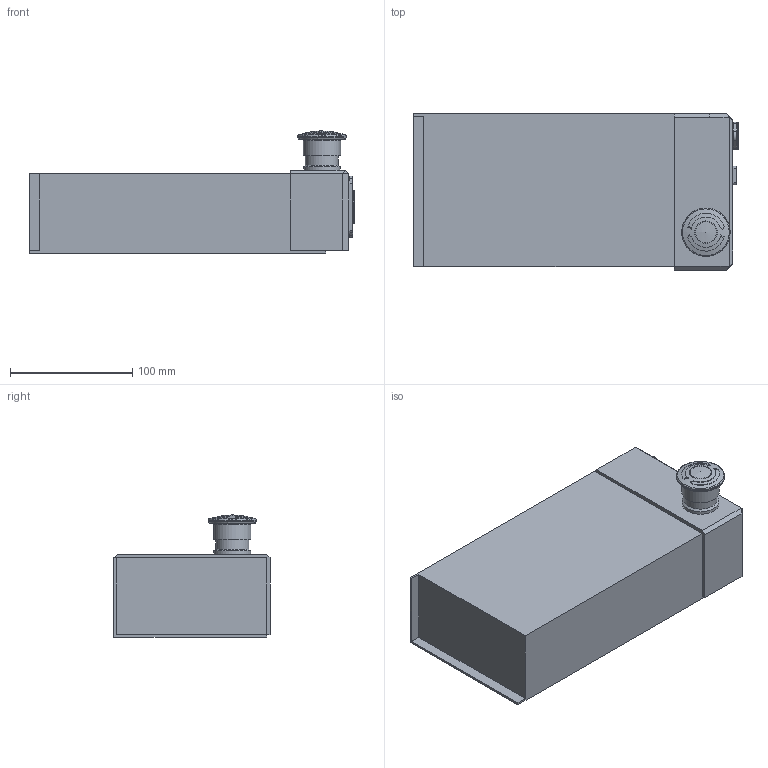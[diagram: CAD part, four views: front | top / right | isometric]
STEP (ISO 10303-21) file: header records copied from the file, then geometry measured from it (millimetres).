
FILE_DESCRIPTION(/* description */ (''),/* implementation_level */ '2;1');
FILE_NAME(/* name */ 'power suply covers v1.step',/* time_stamp */ '2024-05-28T16:37:13+02:00',/* author */ (''),/* organization */ (''),/* preprocessor_version */ 'ST-DEVELOPER v20',/* originating_system */ 'Autodesk Translation Framework v13.14.0.145',/* authorisation */ '');
FILE_SCHEMA (('AUTOMOTIVE_DESIGN { 1 0 10303 214 3 1 1 }'));
Length unit declared in the file: millimetre
Products named in the file (6): power suply covers; power supply 24V 50A; front cover; electric_component; P20BKR1; Amass XT90E-M
Assembly tree (5 placements, depth 2):
  power suply covers
    power supply 24V 50A
    front cover
    electric_component
    P20BKR1
    Amass XT90E-M
Bounding box: 265.9 x 128 x 100 mm (x, y, z)
Volume: 346190.9 mm3; surface area: 270640.7 mm2
Topology: 10 solids, 10 shells, 1316 faces, 3574 edges, 2341 vertices
Faces by surface type: plane 821, cylinder 267, bspline 184, torus 29, sphere 8, cone 7
Full cylindrical faces by diameter (mm): 1.6 x3, 1.63 x2, 2 x4, 2.5 x3, 3 x3, 3.2 x4, 4 x12, 4.95 x1, 5.4 x2, 5.7 x4, 17.3 x1, 18.5 x1, 22.5 x1, 25.8 x1, 27 x1, 30 x1, 30.5 x1
Entity records: 45354 total; most frequent: CARTESIAN_POINT 12141, ORIENTED_EDGE 7134, DIRECTION 6094, EDGE_CURVE 3567, LINE 2514, VECTOR 2514, VERTEX_POINT 2341, AXIS2_PLACEMENT_3D 1790
